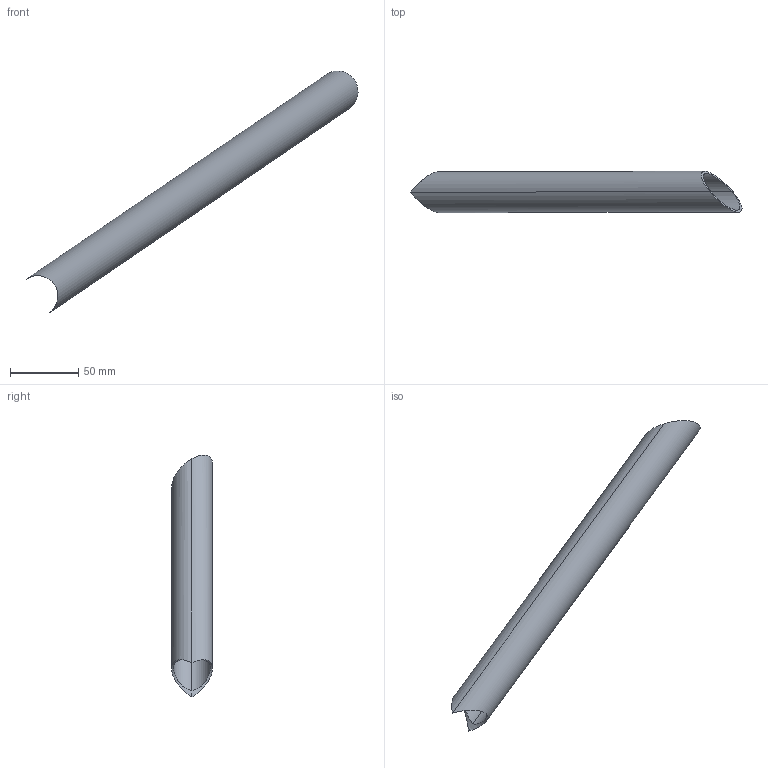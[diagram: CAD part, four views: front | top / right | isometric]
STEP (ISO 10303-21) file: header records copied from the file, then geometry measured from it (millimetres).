
FILE_DESCRIPTION(('CATIA V5 STEP Exchange','CAx-IF Rec.Pracs.--- Model Styling and Organization---1.4--- 2014-01-23','CAx-IF Rec.Pracs.---3D Tessellated Data Validation Properties---0.5---2014-09-14'),'2;1');
FILE_NAME('1.stp','2021-05-25T19:28:43+00:00',('none'),('none'),'CATIA Version 5-6 Release 2019','3DEXPERIENCE Platform STEP AP242 v1','none');
FILE_SCHEMA(('AP242_MANAGED_MODEL_BASED_3D_ENGINEERING_MIM_LF {1 0 10303 442 1 1 4}'));
Length unit declared in the file: millimetre
Products named in the file (1): 1
Bounding box: 243.44 x 30 x 177.37 mm (x, y, z)
Volume: 34354.5 mm3; surface area: 46257.5 mm2
Topology: 1 solids, 1 shells, 7 faces, 18 edges, 12 vertices
Faces by surface type: cylinder 4, bspline 2, plane 1
Entity records: 549 total; most frequent: CARTESIAN_POINT 388, ORIENTED_EDGE 36, EDGE_CURVE 18, DIRECTION 14, VERTEX_POINT 12, B_SPLINE_CURVE_WITH_KNOTS 12, EDGE_LOOP 8, ADVANCED_FACE 7
